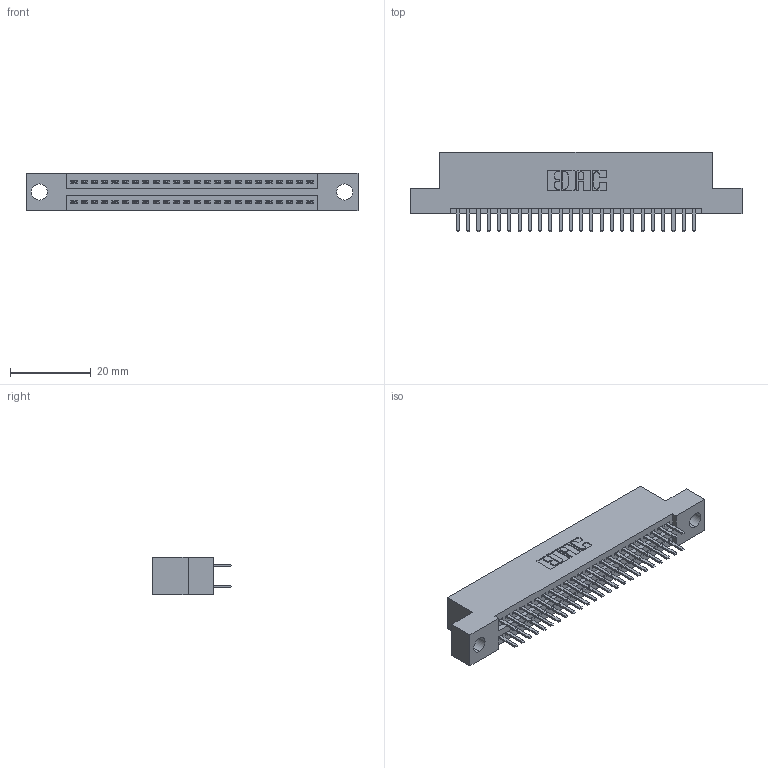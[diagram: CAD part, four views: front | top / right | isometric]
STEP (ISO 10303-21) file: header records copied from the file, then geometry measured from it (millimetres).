
FILE_DESCRIPTION (( 'STEP AP203' ), '1' );
FILE_NAME ('345-048-520-204.STEP', '2018-09-11T09:40:48', ( '' ), ( '' ), 'SwSTEP 2.0', 'SolidWorks 2016', '' );
FILE_SCHEMA (( 'CONFIG_CONTROL_DESIGN' ));
Length unit declared in the file: inch
Products named in the file (3): 345-048-520-204; 345 Part_Flush Mounting Lugs - 0.156 Dia-TH; 345-292-001_345-293-120
Assembly tree (49 placements, depth 2):
  345-048-520-204
    345 Part_Flush Mounting Lugs - 0.156 Dia-TH
    345-292-001_345-293-120  x48
Bounding box: 82.17 x 19.68 x 9.4 mm (x, y, z)
Volume: 7705.9 mm3; surface area: 10812.3 mm2
Topology: 49 solids, 49 shells, 2718 faces, 7877 edges, 5122 vertices
Faces by surface type: plane 1760, cylinder 958
Entity records: 21371 total; most frequent: CARTESIAN_POINT 3612, ORIENTED_EDGE 3534, DIRECTION 3195, EDGE_CURVE 1767, LINE 1535, VECTOR 1535, VERTEX_POINT 1174, AXIS2_PLACEMENT_3D 830
